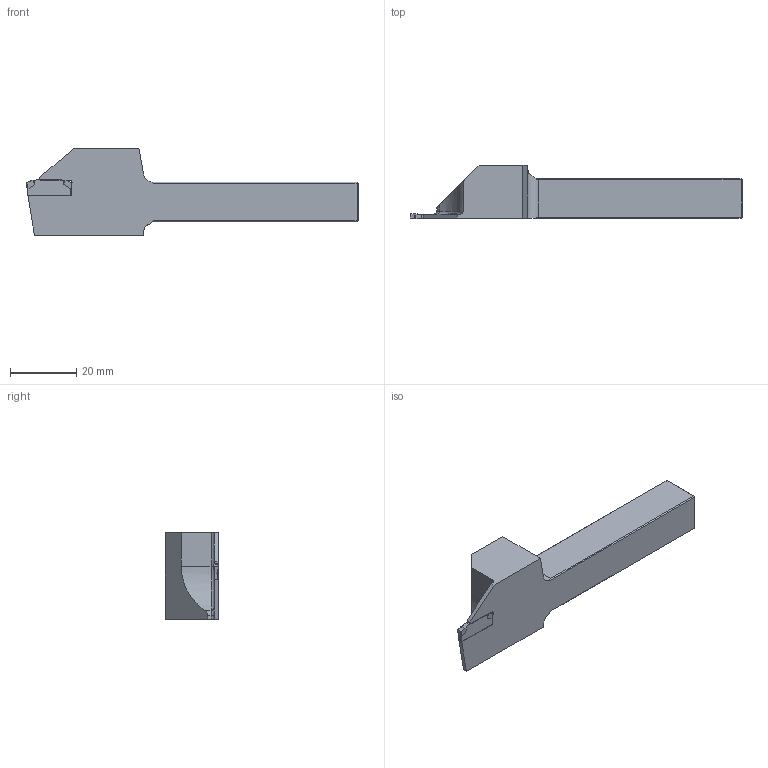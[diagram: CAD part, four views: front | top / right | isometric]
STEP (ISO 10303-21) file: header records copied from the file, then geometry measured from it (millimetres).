
FILE_DESCRIPTION(/* description */ (''),/* implementation_level */ '2;1');
FILE_NAME(/* name */ 'ADKT-123-R-1212-1.5-R15.stp',/* time_stamp */ '2023-10-18T16:47:34+03:00',/* author */ (''),/* organization */ (''),/* preprocessor_version */ 'ST-DEVELOPER v19.4',/* originating_system */ 'SIEMENS PLM Software NX2306.3001',/* authorisation */ '');
FILE_SCHEMA (('AUTOMOTIVE_DESIGN { 1 0 10303 214 3 1 1 1 }'));
Length unit declared in the file: millimetre
Products named in the file (1): ADKT-123-R-1212-1.5-R15-light
Bounding box: 100 x 16.15 x 26 mm (x, y, z)
Volume: 17804.3 mm3; surface area: 6089.6 mm2
Topology: 2 solids, 2 shells, 74 faces, 193 edges, 123 vertices
Faces by surface type: plane 50, cylinder 22, torus 2
Entity records: 2603 total; most frequent: CARTESIAN_POINT 523, ORIENTED_EDGE 386, DIRECTION 381, EDGE_CURVE 193, LINE 139, VECTOR 139, VERTEX_POINT 123, AXIS2_PLACEMENT_3D 121
